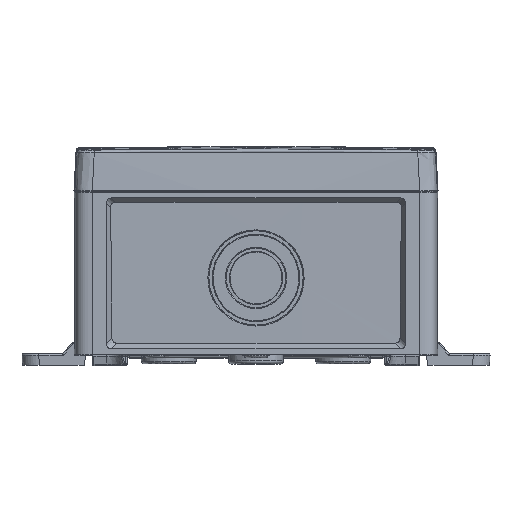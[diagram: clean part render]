
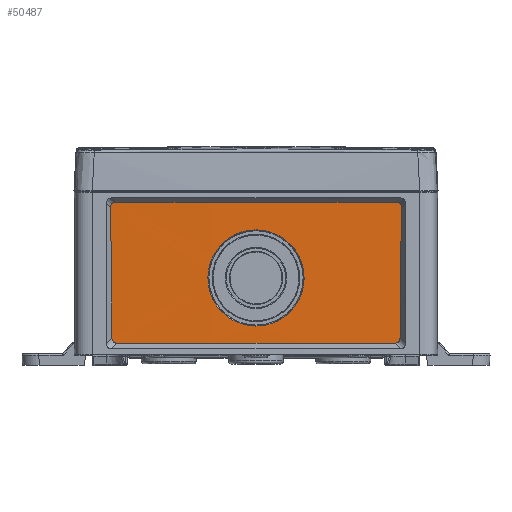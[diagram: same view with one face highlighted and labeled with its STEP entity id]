
A CAD part, top view. The second image highlights one B-rep face of the part: STEP entity #50487.
In plain terms, the highlighted conical face has half-angle 1 degrees and reference radius 5459.2 mm.
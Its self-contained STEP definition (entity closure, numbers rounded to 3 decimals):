
#10658=B_SPLINE_CURVE_WITH_KNOTS('',3,(#129365,#129366,#129367,#129368),
 .UNSPECIFIED.,.F.,.F.,(4,4),(0.,1.),.UNSPECIFIED.);
#10661=B_SPLINE_CURVE_WITH_KNOTS('',3,(#129421,#129422,#129423,#129424,
#129425),.UNSPECIFIED.,.F.,.F.,(4,1,4),(0.,0.001,
0.003),.UNSPECIFIED.);
#10662=B_SPLINE_CURVE_WITH_KNOTS('',3,(#129427,#129428,#129429,#129430,
#129431),.UNSPECIFIED.,.F.,.F.,(4,1,4),(0.,0.001,0.003),
 .UNSPECIFIED.);
#10663=B_SPLINE_CURVE_WITH_KNOTS('',3,(#129435,#129436,#129437,#129438,
#129439),.UNSPECIFIED.,.F.,.F.,(4,1,4),(0.,0.001,
0.003),.UNSPECIFIED.);
#10664=B_SPLINE_CURVE_WITH_KNOTS('',3,(#129441,#129442,#129443,#129444),
 .UNSPECIFIED.,.F.,.F.,(4,4),(0.,1.),.UNSPECIFIED.);
#10665=B_SPLINE_CURVE_WITH_KNOTS('',3,(#129446,#129447,#129448,#129449,
#129450),.UNSPECIFIED.,.F.,.F.,(4,1,4),(0.,0.001,
0.003),.UNSPECIFIED.);
#10666=B_SPLINE_CURVE_WITH_KNOTS('',3,(#129453,#129454,#129455,#129456,
#129457,#129458,#129459,#129460,#129461,#129462,#129463,#129464,#129465,
#129466,#129467,#129468,#129469,#129470,#129471,#129472,#129473,#129474,
#129475,#129476,#129477,#129478),.UNSPECIFIED.,.F.,.F.,(4,1,1,1,1,1,1,1,
1,1,1,1,1,1,1,1,1,1,1,1,1,1,1,4),(0.,0.043,0.087,0.13,
0.174,0.217,0.261,0.304,0.348,
0.391,0.435,0.478,0.522,0.565,
0.609,0.652,0.696,0.739,0.783,
0.826,0.87,0.913,0.957,1.),
 .UNSPECIFIED.);
#10667=B_SPLINE_CURVE_WITH_KNOTS('',3,(#129481,#129482,#129483,#129484,
#129485,#129486,#129487,#129488,#129489,#129490,#129491,#129492,#129493,
#129494,#129495,#129496,#129497,#129498,#129499,#129500,#129501,#129502,
#129503,#129504,#129505,#129506),.UNSPECIFIED.,.F.,.F.,(4,1,1,1,1,1,1,1,
1,1,1,1,1,1,1,1,1,1,1,1,1,1,1,4),(0.,0.043,0.087,
0.13,0.174,0.217,0.261,0.304,
0.348,0.391,0.435,0.478,0.522,
0.565,0.609,0.652,0.696,0.739,
0.783,0.826,0.87,0.913,0.957,
1.),.UNSPECIFIED.);
#25478=ORIENTED_EDGE('',*,*,#33026,.F.);
#25479=ORIENTED_EDGE('',*,*,#33030,.T.);
#25480=ORIENTED_EDGE('',*,*,#33031,.T.);
#25481=ORIENTED_EDGE('',*,*,#33032,.T.);
#25482=ORIENTED_EDGE('',*,*,#33033,.T.);
#25483=ORIENTED_EDGE('',*,*,#33034,.T.);
#25484=ORIENTED_EDGE('',*,*,#33035,.T.);
#25485=ORIENTED_EDGE('',*,*,#33029,.T.);
#25486=ORIENTED_EDGE('',*,*,#33036,.T.);
#25487=ORIENTED_EDGE('',*,*,#33037,.T.);
#33026=EDGE_CURVE('',#37581,#37582,#10658,.T.);
#33029=EDGE_CURVE('',#37583,#37582,#10661,.T.);
#33030=EDGE_CURVE('',#37581,#37584,#10662,.T.);
#33031=EDGE_CURVE('',#37584,#37585,#40088,.T.);
#33032=EDGE_CURVE('',#37585,#37586,#10663,.T.);
#33033=EDGE_CURVE('',#37586,#37587,#10664,.T.);
#33034=EDGE_CURVE('',#37587,#37588,#10665,.T.);
#33035=EDGE_CURVE('',#37588,#37583,#40089,.T.);
#33036=EDGE_CURVE('',#37589,#37590,#10666,.T.);
#33037=EDGE_CURVE('',#37590,#37589,#10667,.T.);
#37581=VERTEX_POINT('',#129364);
#37582=VERTEX_POINT('',#129369);
#37583=VERTEX_POINT('',#129420);
#37584=VERTEX_POINT('',#129432);
#37585=VERTEX_POINT('',#129434);
#37586=VERTEX_POINT('',#129440);
#37587=VERTEX_POINT('',#129445);
#37588=VERTEX_POINT('',#129451);
#37589=VERTEX_POINT('',#129479);
#37590=VERTEX_POINT('',#129480);
#40088=CIRCLE('',#55759,5458.779);
#40089=CIRCLE('',#55760,5459.625);
#43500=EDGE_LOOP('',(#25478,#25479,#25480,#25481,#25482,#25483,#25484,#25485));
#43501=EDGE_LOOP('',(#25486,#25487));
#46944=FACE_BOUND('',#43500,.T.);
#46945=FACE_BOUND('',#43501,.T.);
#47341=CONICAL_SURFACE('',#55758,5459.202,0.017);
#50487=ADVANCED_FACE('',(#46944,#46945),#47341,.T.);
#55758=AXIS2_PLACEMENT_3D('',#129426,#69090,#69091);
#55759=AXIS2_PLACEMENT_3D('',#129433,#69092,#69093);
#55760=AXIS2_PLACEMENT_3D('',#129452,#69094,#69095);
#69090=DIRECTION('',(0.,1.,0.));
#69091=DIRECTION('',(1.,0.,0.));
#69092=DIRECTION('',(0.,1.,0.));
#69093=DIRECTION('',(-0.009,0.,1.));
#69094=DIRECTION('',(0.,-1.,0.));
#69095=DIRECTION('',(0.009,0.,1.));
#129364=CARTESIAN_POINT('',(-49.531,8.712,58.959));
#129365=CARTESIAN_POINT('',(-49.531,8.712,58.959));
#129366=CARTESIAN_POINT('',(-49.681,23.722,59.219));
#129367=CARTESIAN_POINT('',(-49.832,38.732,59.48));
#129368=CARTESIAN_POINT('',(-49.982,53.741,59.741));
#129369=CARTESIAN_POINT('',(-49.982,53.741,59.741));
#129420=CARTESIAN_POINT('',(-48.268,55.5,59.787));
#129421=CARTESIAN_POINT('',(-48.268,55.5,59.787));
#129422=CARTESIAN_POINT('',(-48.731,55.5,59.783));
#129423=CARTESIAN_POINT('',(-49.671,55.157,59.768));
#129424=CARTESIAN_POINT('',(-49.987,54.205,59.749));
#129425=CARTESIAN_POINT('',(-49.982,53.741,59.741));
#129426=CARTESIAN_POINT('',(0.,31.244,-5399.625));
#129427=CARTESIAN_POINT('',(-49.531,8.712,58.959));
#129428=CARTESIAN_POINT('',(-49.526,8.251,58.951));
#129429=CARTESIAN_POINT('',(-49.183,7.32,58.937));
#129430=CARTESIAN_POINT('',(-48.244,6.989,58.94));
#129431=CARTESIAN_POINT('',(-47.782,6.989,58.944));
#129432=CARTESIAN_POINT('',(-47.782,6.989,58.944));
#129433=CARTESIAN_POINT('',(0.,6.989,-5399.625));
#129434=CARTESIAN_POINT('',(47.782,6.989,58.944));
#129435=CARTESIAN_POINT('',(47.782,6.989,58.944));
#129436=CARTESIAN_POINT('',(48.243,6.989,58.94));
#129437=CARTESIAN_POINT('',(49.179,7.316,58.937));
#129438=CARTESIAN_POINT('',(49.526,8.251,58.951));
#129439=CARTESIAN_POINT('',(49.531,8.712,58.959));
#129440=CARTESIAN_POINT('',(49.531,8.712,58.959));
#129441=CARTESIAN_POINT('',(49.531,8.712,58.959));
#129442=CARTESIAN_POINT('',(49.681,23.722,59.219));
#129443=CARTESIAN_POINT('',(49.832,38.732,59.48));
#129444=CARTESIAN_POINT('',(49.982,53.741,59.741));
#129445=CARTESIAN_POINT('',(49.982,53.741,59.741));
#129446=CARTESIAN_POINT('',(49.982,53.741,59.741));
#129447=CARTESIAN_POINT('',(49.987,54.204,59.749));
#129448=CARTESIAN_POINT('',(49.675,55.152,59.768));
#129449=CARTESIAN_POINT('',(48.732,55.5,59.783));
#129450=CARTESIAN_POINT('',(48.268,55.5,59.787));
#129451=CARTESIAN_POINT('',(48.268,55.5,59.787));
#129452=CARTESIAN_POINT('',(0.,55.5,-5399.625));
#129453=CARTESIAN_POINT('',(0.,45.986,59.834));
#129454=CARTESIAN_POINT('',(0.749,45.987,59.834));
#129455=CARTESIAN_POINT('',(2.254,45.884,59.832));
#129456=CARTESIAN_POINT('',(4.477,45.423,59.822));
#129457=CARTESIAN_POINT('',(6.61,44.665,59.807));
#129458=CARTESIAN_POINT('',(8.623,43.622,59.786));
#129459=CARTESIAN_POINT('',(10.474,42.315,59.76));
#129460=CARTESIAN_POINT('',(12.13,40.769,59.729));
#129461=CARTESIAN_POINT('',(13.559,39.011,59.695));
#129462=CARTESIAN_POINT('',(14.736,37.075,59.659));
#129463=CARTESIAN_POINT('',(15.638,34.997,59.62));
#129464=CARTESIAN_POINT('',(16.248,32.815,59.58));
#129465=CARTESIAN_POINT('',(16.555,30.57,59.54));
#129466=CARTESIAN_POINT('',(16.554,28.305,59.5));
#129467=CARTESIAN_POINT('',(16.244,26.06,59.462));
#129468=CARTESIAN_POINT('',(15.631,23.879,59.426));
#129469=CARTESIAN_POINT('',(14.726,21.802,59.392));
#129470=CARTESIAN_POINT('',(13.547,19.867,59.361));
#129471=CARTESIAN_POINT('',(12.115,18.111,59.334));
#129472=CARTESIAN_POINT('',(10.458,16.567,59.31));
#129473=CARTESIAN_POINT('',(8.604,15.262,59.291));
#129474=CARTESIAN_POINT('',(6.593,14.223,59.276));
#129475=CARTESIAN_POINT('',(4.452,13.465,59.265));
#129476=CARTESIAN_POINT('',(2.233,13.009,59.258));
#129477=CARTESIAN_POINT('',(0.74,12.908,59.257));
#129478=CARTESIAN_POINT('',(0.,12.909,59.257));
#129479=CARTESIAN_POINT('',(0.,45.986,59.834));
#129480=CARTESIAN_POINT('',(0.,12.909,59.257));
#129481=CARTESIAN_POINT('',(0.,12.909,59.257));
#129482=CARTESIAN_POINT('',(-0.749,12.908,59.257));
#129483=CARTESIAN_POINT('',(-2.254,13.011,59.258));
#129484=CARTESIAN_POINT('',(-4.476,13.472,59.265));
#129485=CARTESIAN_POINT('',(-6.61,14.23,59.276));
#129486=CARTESIAN_POINT('',(-8.622,15.273,59.291));
#129487=CARTESIAN_POINT('',(-10.473,16.579,59.311));
#129488=CARTESIAN_POINT('',(-12.129,18.126,59.334));
#129489=CARTESIAN_POINT('',(-13.559,19.884,59.362));
#129490=CARTESIAN_POINT('',(-14.736,21.82,59.392));
#129491=CARTESIAN_POINT('',(-15.638,23.898,59.426));
#129492=CARTESIAN_POINT('',(-16.248,26.08,59.462));
#129493=CARTESIAN_POINT('',(-16.555,28.325,59.501));
#129494=CARTESIAN_POINT('',(-16.554,30.59,59.54));
#129495=CARTESIAN_POINT('',(-16.244,32.834,59.58));
#129496=CARTESIAN_POINT('',(-15.631,35.016,59.62));
#129497=CARTESIAN_POINT('',(-14.727,37.093,59.659));
#129498=CARTESIAN_POINT('',(-13.547,39.027,59.696));
#129499=CARTESIAN_POINT('',(-12.116,40.784,59.73));
#129500=CARTESIAN_POINT('',(-10.458,42.328,59.76));
#129501=CARTESIAN_POINT('',(-8.605,43.633,59.786));
#129502=CARTESIAN_POINT('',(-6.594,44.672,59.807));
#129503=CARTESIAN_POINT('',(-4.452,45.43,59.823));
#129504=CARTESIAN_POINT('',(-2.233,45.886,59.832));
#129505=CARTESIAN_POINT('',(-0.74,45.987,59.834));
#129506=CARTESIAN_POINT('',(0.,45.986,59.834));
